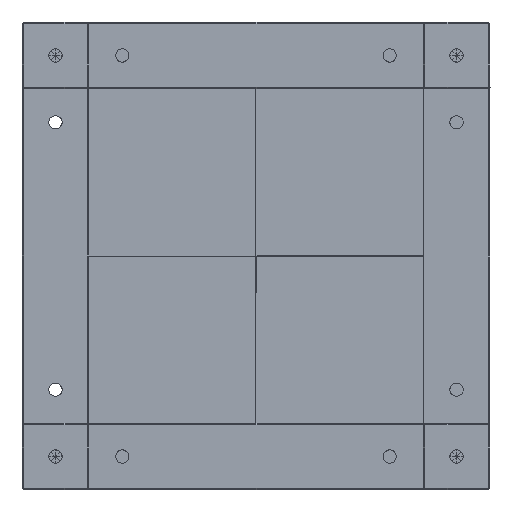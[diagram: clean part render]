
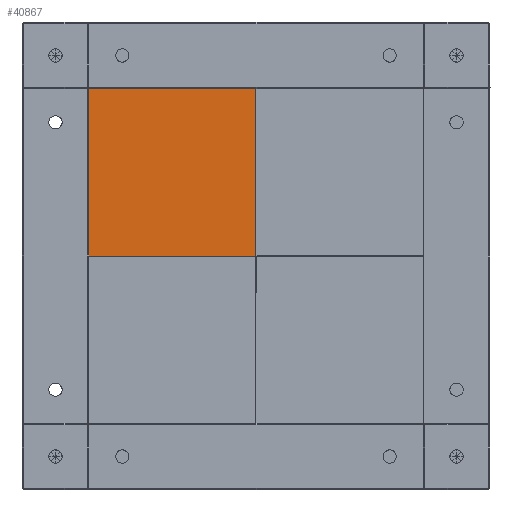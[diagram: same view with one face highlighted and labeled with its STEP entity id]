
A CAD part, left-side view. The second image highlights one B-rep face of the part: STEP entity #40867.
In plain terms, the highlighted planar face has unit normal (-1, 0, 0).
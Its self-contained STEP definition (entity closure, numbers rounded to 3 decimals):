
#39723 = PLANE('',#39724);
#39724 = AXIS2_PLACEMENT_3D('',#39725,#39726,#39727);
#39725 = CARTESIAN_POINT('',(-1250.,-600.,
    1200.));
#39726 = DIRECTION('',(0.,0.,1.));
#39727 = DIRECTION('',(-1.,0.,0.));
#39949 = PLANE('',#39950);
#39950 = AXIS2_PLACEMENT_3D('',#39951,#39952,#39953);
#39951 = CARTESIAN_POINT('',(-1200.,-100.,
    960.401));
#39952 = DIRECTION('',(0.,-1.,0.));
#39953 = DIRECTION('',(0.,0.,1.));
#40152 = VERTEX_POINT('',#40153);
#40153 = CARTESIAN_POINT('',(-1300.,-100.,
    1200.));
#40174 = EDGE_CURVE('',#40175,#40152,#40177,.T.);
#40175 = VERTEX_POINT('',#40176);
#40176 = CARTESIAN_POINT('',(-1300.,-600.,
    1200.));
#40177 = SURFACE_CURVE('',#40178,(#40182,#40189),.PCURVE_S1.);
#40178 = LINE('',#40179,#40180);
#40179 = CARTESIAN_POINT('',(-1300.,-600.,
    1200.));
#40180 = VECTOR('',#40181,1.);
#40181 = DIRECTION('',(0.,1.,0.));
#40182 = PCURVE('',#39723,#40183);
#40183 = DEFINITIONAL_REPRESENTATION('',(#40184),#40188);
#40184 = LINE('',#40185,#40186);
#40185 = CARTESIAN_POINT('',(50.,0.));
#40186 = VECTOR('',#40187,1.);
#40187 = DIRECTION('',(0.,-1.));
#40188 = ( GEOMETRIC_REPRESENTATION_CONTEXT(2) 
PARAMETRIC_REPRESENTATION_CONTEXT() REPRESENTATION_CONTEXT('2D SPACE',''
  ) );
#40189 = PCURVE('',#40190,#40195);
#40190 = PLANE('',#40191);
#40191 = AXIS2_PLACEMENT_3D('',#40192,#40193,#40194);
#40192 = CARTESIAN_POINT('',(-1300.,-600.,
    1200.));
#40193 = DIRECTION('',(-1.,0.,0.));
#40194 = DIRECTION('',(0.,0.,-1.));
#40195 = DEFINITIONAL_REPRESENTATION('',(#40196),#40200);
#40196 = LINE('',#40197,#40198);
#40197 = CARTESIAN_POINT('',(0.,-0.));
#40198 = VECTOR('',#40199,1.);
#40199 = DIRECTION('',(0.,-1.));
#40200 = ( GEOMETRIC_REPRESENTATION_CONTEXT(2) 
PARAMETRIC_REPRESENTATION_CONTEXT() REPRESENTATION_CONTEXT('2D SPACE',''
  ) );
#40218 = PLANE('',#40219);
#40219 = AXIS2_PLACEMENT_3D('',#40220,#40221,#40222);
#40220 = CARTESIAN_POINT('',(-1200.,-600.,
    960.401));
#40221 = DIRECTION('',(0.,-1.,0.));
#40222 = DIRECTION('',(0.,0.,1.));
#40481 = EDGE_CURVE('',#40152,#40482,#40484,.T.);
#40482 = VERTEX_POINT('',#40483);
#40483 = CARTESIAN_POINT('',(-1300.,-100.,
    700.));
#40484 = SURFACE_CURVE('',#40485,(#40489,#40496),.PCURVE_S1.);
#40485 = LINE('',#40486,#40487);
#40486 = CARTESIAN_POINT('',(-1300.,-100.,
    1200.));
#40487 = VECTOR('',#40488,1.);
#40488 = DIRECTION('',(0.,0.,-1.));
#40489 = PCURVE('',#39949,#40490);
#40490 = DEFINITIONAL_REPRESENTATION('',(#40491),#40495);
#40491 = LINE('',#40492,#40493);
#40492 = CARTESIAN_POINT('',(239.599,100.));
#40493 = VECTOR('',#40494,1.);
#40494 = DIRECTION('',(-1.,0.));
#40495 = ( GEOMETRIC_REPRESENTATION_CONTEXT(2) 
PARAMETRIC_REPRESENTATION_CONTEXT() REPRESENTATION_CONTEXT('2D SPACE',''
  ) );
#40496 = PCURVE('',#40190,#40497);
#40497 = DEFINITIONAL_REPRESENTATION('',(#40498),#40502);
#40498 = LINE('',#40499,#40500);
#40499 = CARTESIAN_POINT('',(0.,-500.));
#40500 = VECTOR('',#40501,1.);
#40501 = DIRECTION('',(1.,0.));
#40502 = ( GEOMETRIC_REPRESENTATION_CONTEXT(2) 
PARAMETRIC_REPRESENTATION_CONTEXT() REPRESENTATION_CONTEXT('2D SPACE',''
  ) );
#40520 = PLANE('',#40521);
#40521 = AXIS2_PLACEMENT_3D('',#40522,#40523,#40524);
#40522 = CARTESIAN_POINT('',(-1300.,-600.,
    700.));
#40523 = DIRECTION('',(0.,0.,-1.));
#40524 = DIRECTION('',(1.,0.,0.));
#40796 = EDGE_CURVE('',#40175,#40797,#40799,.T.);
#40797 = VERTEX_POINT('',#40798);
#40798 = CARTESIAN_POINT('',(-1300.,-600.,
    700.));
#40799 = SURFACE_CURVE('',#40800,(#40804,#40811),.PCURVE_S1.);
#40800 = LINE('',#40801,#40802);
#40801 = CARTESIAN_POINT('',(-1300.,-600.,
    1200.));
#40802 = VECTOR('',#40803,1.);
#40803 = DIRECTION('',(0.,0.,-1.));
#40804 = PCURVE('',#40218,#40805);
#40805 = DEFINITIONAL_REPRESENTATION('',(#40806),#40810);
#40806 = LINE('',#40807,#40808);
#40807 = CARTESIAN_POINT('',(239.599,100.));
#40808 = VECTOR('',#40809,1.);
#40809 = DIRECTION('',(-1.,0.));
#40810 = ( GEOMETRIC_REPRESENTATION_CONTEXT(2) 
PARAMETRIC_REPRESENTATION_CONTEXT() REPRESENTATION_CONTEXT('2D SPACE',''
  ) );
#40811 = PCURVE('',#40190,#40812);
#40812 = DEFINITIONAL_REPRESENTATION('',(#40813),#40817);
#40813 = LINE('',#40814,#40815);
#40814 = CARTESIAN_POINT('',(0.,-0.));
#40815 = VECTOR('',#40816,1.);
#40816 = DIRECTION('',(1.,0.));
#40817 = ( GEOMETRIC_REPRESENTATION_CONTEXT(2) 
PARAMETRIC_REPRESENTATION_CONTEXT() REPRESENTATION_CONTEXT('2D SPACE',''
  ) );
#40867 = ADVANCED_FACE('',(#40868),#40190,.T.);
#40868 = FACE_BOUND('',#40869,.T.);
#40869 = EDGE_LOOP('',(#40870,#40871,#40872,#40893));
#40870 = ORIENTED_EDGE('',*,*,#40174,.T.);
#40871 = ORIENTED_EDGE('',*,*,#40481,.T.);
#40872 = ORIENTED_EDGE('',*,*,#40873,.F.);
#40873 = EDGE_CURVE('',#40797,#40482,#40874,.T.);
#40874 = SURFACE_CURVE('',#40875,(#40879,#40886),.PCURVE_S1.);
#40875 = LINE('',#40876,#40877);
#40876 = CARTESIAN_POINT('',(-1300.,-600.,
    700.));
#40877 = VECTOR('',#40878,1.);
#40878 = DIRECTION('',(0.,1.,0.));
#40879 = PCURVE('',#40190,#40880);
#40880 = DEFINITIONAL_REPRESENTATION('',(#40881),#40885);
#40881 = LINE('',#40882,#40883);
#40882 = CARTESIAN_POINT('',(500.,0.));
#40883 = VECTOR('',#40884,1.);
#40884 = DIRECTION('',(0.,-1.));
#40885 = ( GEOMETRIC_REPRESENTATION_CONTEXT(2) 
PARAMETRIC_REPRESENTATION_CONTEXT() REPRESENTATION_CONTEXT('2D SPACE',''
  ) );
#40886 = PCURVE('',#40520,#40887);
#40887 = DEFINITIONAL_REPRESENTATION('',(#40888),#40892);
#40888 = LINE('',#40889,#40890);
#40889 = CARTESIAN_POINT('',(0.,-0.));
#40890 = VECTOR('',#40891,1.);
#40891 = DIRECTION('',(0.,-1.));
#40892 = ( GEOMETRIC_REPRESENTATION_CONTEXT(2) 
PARAMETRIC_REPRESENTATION_CONTEXT() REPRESENTATION_CONTEXT('2D SPACE',''
  ) );
#40893 = ORIENTED_EDGE('',*,*,#40796,.F.);
